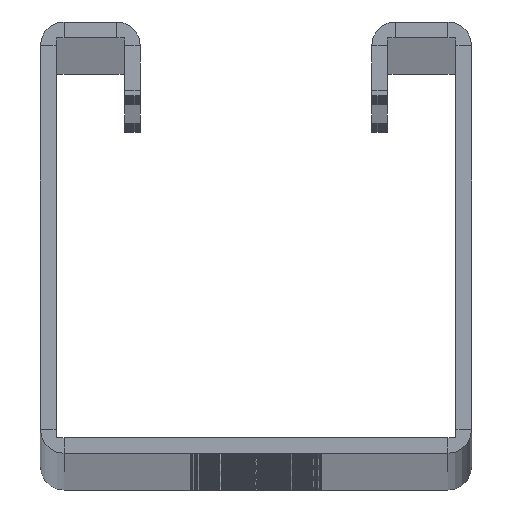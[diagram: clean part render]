
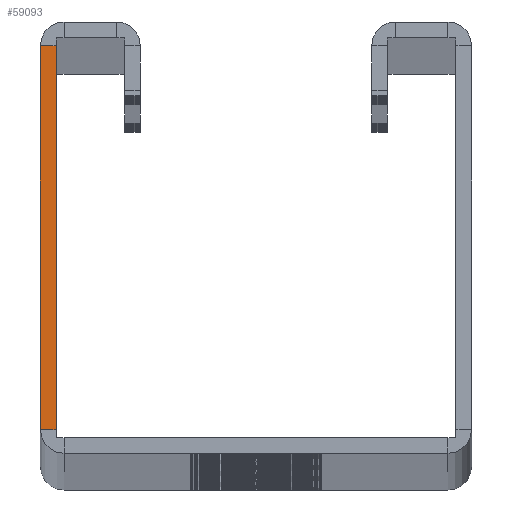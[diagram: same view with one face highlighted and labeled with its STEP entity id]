
A CAD part, top view. The second image highlights one B-rep face of the part: STEP entity #59093.
In plain terms, the highlighted planar face has unit normal (0, 0, 1).
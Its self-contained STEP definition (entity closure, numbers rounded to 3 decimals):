
#1502 = CARTESIAN_POINT ( 'NONE',  ( -19., 2.25, 0. ) ) ;
#1813 = LINE ( 'NONE', #64526, #58348 ) ;
#5957 = CARTESIAN_POINT ( 'NONE',  ( -19., 0., 0. ) ) ;
#11197 = DIRECTION ( 'NONE',  ( 0., 1., 0. ) ) ;
#11926 = EDGE_CURVE ( 'NONE', #70678, #16145, #1813, .T. ) ;
#13808 = ORIENTED_EDGE ( 'NONE', *, *, #38626, .T. ) ;
#14139 = VECTOR ( 'NONE', #11197, 1000. ) ;
#14634 = DIRECTION ( 'NONE',  ( 0., 0., 1. ) ) ;
#15010 = DIRECTION ( 'NONE',  ( 0., 1., 0. ) ) ;
#15698 = CARTESIAN_POINT ( 'NONE',  ( -20.5, 38.75, 0. ) ) ;
#15761 = VERTEX_POINT ( 'NONE', #33957 ) ;
#16145 = VERTEX_POINT ( 'NONE', #15698 ) ;
#20535 = EDGE_LOOP ( 'NONE', ( #48397, #39552, #13808, #70332 ) ) ;
#23404 = CARTESIAN_POINT ( 'NONE',  ( -20.5, 2.25, 0. ) ) ;
#30321 = VERTEX_POINT ( 'NONE', #1502 ) ;
#32134 = LINE ( 'NONE', #5957, #14139 ) ;
#33957 = CARTESIAN_POINT ( 'NONE',  ( -19., 38.75, 0. ) ) ;
#34010 = AXIS2_PLACEMENT_3D ( 'NONE', #42202, #14634, #53464 ) ;
#34618 = DIRECTION ( 'NONE',  ( 1., 0., 0. ) ) ;
#38626 = EDGE_CURVE ( 'NONE', #30321, #15761, #32134, .T. ) ;
#39552 = ORIENTED_EDGE ( 'NONE', *, *, #41533, .T. ) ;
#41186 = VECTOR ( 'NONE', #45760, 1000. ) ;
#41533 = EDGE_CURVE ( 'NONE', #70678, #30321, #49661, .T. ) ;
#42202 = CARTESIAN_POINT ( 'NONE',  ( -18.25, 1.5, 0. ) ) ;
#42443 = PLANE ( 'NONE',  #34010 ) ;
#44719 = FACE_OUTER_BOUND ( 'NONE', #20535, .T. ) ;
#45760 = DIRECTION ( 'NONE',  ( -1., 0., 0. ) ) ;
#48397 = ORIENTED_EDGE ( 'NONE', *, *, #11926, .F. ) ;
#49608 = CARTESIAN_POINT ( 'NONE',  ( -19., 38.75, 0. ) ) ;
#49661 = LINE ( 'NONE', #23404, #67584 ) ;
#53254 = CARTESIAN_POINT ( 'NONE',  ( -20.5, 2.25, 0. ) ) ;
#53464 = DIRECTION ( 'NONE',  ( 1., 0., 0. ) ) ;
#54034 = LINE ( 'NONE', #49608, #41186 ) ;
#58348 = VECTOR ( 'NONE', #15010, 1000. ) ;
#59093 = ADVANCED_FACE ( 'NONE', ( #44719 ), #42443, .T. ) ;
#59429 = EDGE_CURVE ( 'NONE', #15761, #16145, #54034, .T. ) ;
#64526 = CARTESIAN_POINT ( 'NONE',  ( -20.5, 0., 0. ) ) ;
#67584 = VECTOR ( 'NONE', #34618, 1000. ) ;
#70332 = ORIENTED_EDGE ( 'NONE', *, *, #59429, .T. ) ;
#70678 = VERTEX_POINT ( 'NONE', #53254 ) ;
